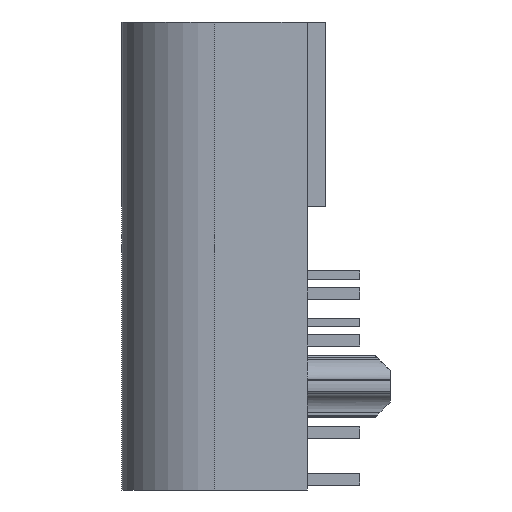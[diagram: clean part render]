
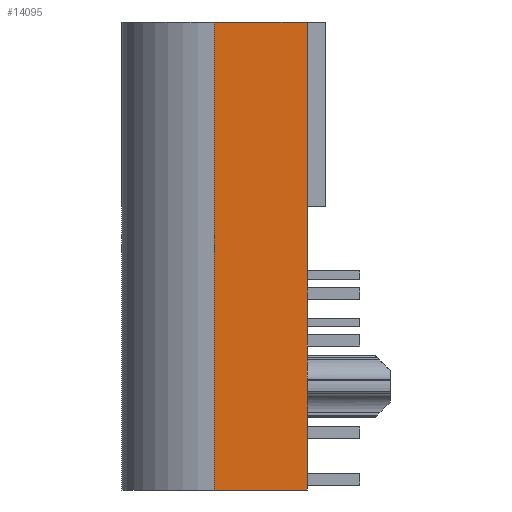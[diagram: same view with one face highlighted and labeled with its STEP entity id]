
A CAD part, left-side view. The second image highlights one B-rep face of the part: STEP entity #14095.
In plain terms, the highlighted planar face has unit normal (-1, 0, 0).
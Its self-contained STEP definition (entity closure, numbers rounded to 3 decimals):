
#19=DIRECTION('',(0.,-1.,0.));
#20=VECTOR('',#19,5.);
#21=CARTESIAN_POINT('',(-30.38,0.,-12.61));
#22=LINE('',#21,#20);
#925=DIRECTION('',(0.,0.,1.));
#926=VECTOR('',#925,25.22);
#927=CARTESIAN_POINT('',(-30.38,-5.,-12.61));
#928=LINE('',#927,#926);
#3961=DIRECTION('',(0.,0.,1.));
#3962=VECTOR('',#3961,25.22);
#3963=CARTESIAN_POINT('',(-30.38,0.,-12.61));
#3964=LINE('',#3963,#3962);
#4113=DIRECTION('',(0.,-1.,0.));
#4114=VECTOR('',#4113,5.);
#4115=CARTESIAN_POINT('',(-30.38,0.,12.61));
#4116=LINE('',#4115,#4114);
#6054=CARTESIAN_POINT('',(-30.38,0.,-12.61));
#6056=VERTEX_POINT('',#6054);
#6057=CARTESIAN_POINT('',(-30.38,-5.,-12.61));
#6058=VERTEX_POINT('',#6057);
#6066=CARTESIAN_POINT('',(-30.38,0.,12.61));
#6068=VERTEX_POINT('',#6066);
#6069=CARTESIAN_POINT('',(-30.38,-5.,12.61));
#6070=VERTEX_POINT('',#6069);
#14082=CARTESIAN_POINT('',(-30.38,0.,-12.61));
#14083=DIRECTION('',(-1.,0.,0.));
#14084=DIRECTION('',(0.,-1.,0.));
#14085=AXIS2_PLACEMENT_3D('',#14082,#14083,#14084);
#14086=PLANE('',#14085);
#14087=ORIENTED_EDGE('',*,*,#8002,.F.);
#14089=ORIENTED_EDGE('',*,*,#14088,.T.);
#14091=ORIENTED_EDGE('',*,*,#14090,.T.);
#14092=ORIENTED_EDGE('',*,*,#8033,.F.);
#14093=EDGE_LOOP('',(#14087,#14089,#14091,#14092));
#14094=FACE_OUTER_BOUND('',#14093,.F.);
#14095=ADVANCED_FACE('',(#14094),#14086,.T.);
#8002=EDGE_CURVE('',#6056,#6058,#22,.T.);
#8033=EDGE_CURVE('',#6058,#6070,#928,.T.);
#14088=EDGE_CURVE('',#6056,#6068,#3964,.T.);
#14090=EDGE_CURVE('',#6068,#6070,#4116,.T.);
